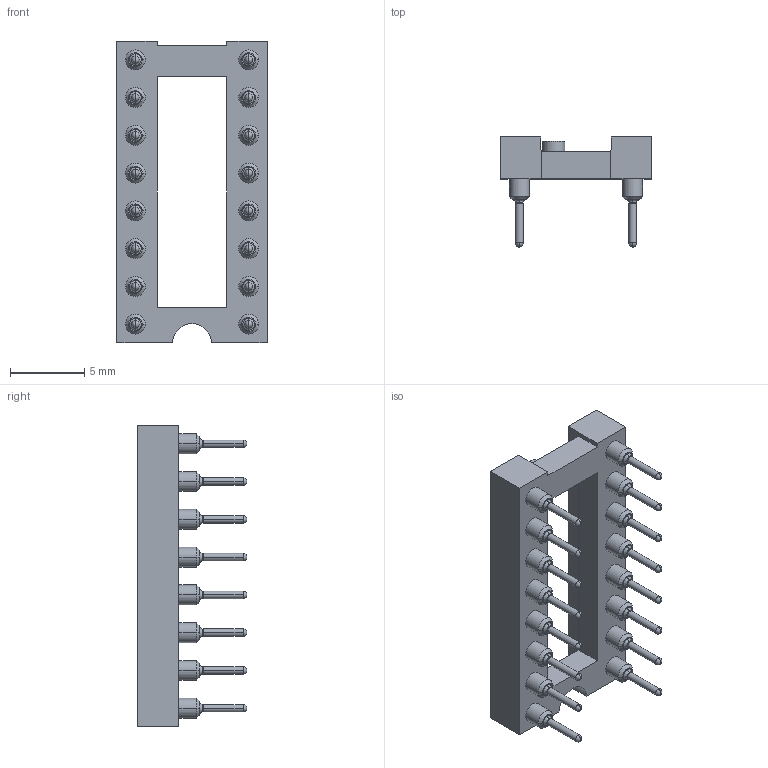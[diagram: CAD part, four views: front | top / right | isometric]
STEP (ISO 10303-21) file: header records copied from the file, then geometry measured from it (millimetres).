
FILE_DESCRIPTION(('STEP AP242'),'1');
FILE_NAME('dil_socket_110-83-316-41-001101.stp','2021-05-06T14:56:33',('TraceParts'),('TraceParts S.A.'),'Spatial InterOp 3D',' ',' ');
FILE_SCHEMA(('AP242_MANAGED_MODEL_BASED_3D_ENGINEERING_MIM_LF {1 0 10303 442 1 1 4}'));
Length unit declared in the file: millimetre
Products named in the file (1): dil_socket_110-83-316-41-001101
Bounding box: 10.1 x 7.37 x 20.3 mm (x, y, z)
Volume: 336.2 mm3; surface area: 987.7 mm2
Topology: 1 solids, 1 shells, 619 faces, 1378 edges, 778 vertices
Faces by surface type: cone 320, cylinder 133, torus 96, plane 70
Entity records: 21674 total; most frequent: DIRECTION 3380, CARTESIAN_POINT 2712, ORIENTED_EDGE 2628, AXIS2_PLACEMENT_3D 1446, EDGE_CURVE 1314, CIRCLE 826, VERTEX_POINT 778, EDGE_LOOP 702
